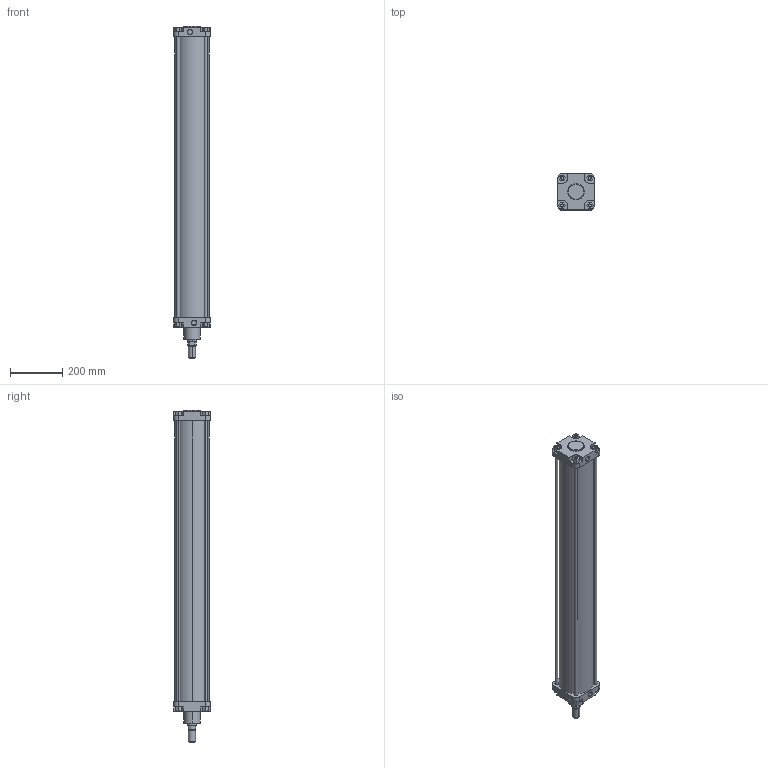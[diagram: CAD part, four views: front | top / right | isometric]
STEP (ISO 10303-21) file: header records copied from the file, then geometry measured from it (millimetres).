
FILE_DESCRIPTION (( 'STEP AP214' ), '1' );
FILE_NAME ('PNS 125-1000 CYLINDER.STEP', '2010-08-04T10:34:41', ( '' ), ( '' ), 'SwSTEP 2.0', 'SolidWorks 2010', '' );
FILE_SCHEMA (( 'AUTOMOTIVE_DESIGN' ));
Length unit declared in the file: millimetre
Products named in the file (6): PNS  125 ARKA  KAPAK ; PNS  125 BORU ; PNS  125  烰 KAPAK ; PNS  125 M尳 ; M12 SAPLAMA; PNS  125-1000   CYLINDER
Assembly tree (8 placements, depth 2):
  PNS  125-1000   CYLINDER
    PNS  125 M尳 
    M12 SAPLAMA  x4
    PNS  125  烰 KAPAK 
    PNS  125 BORU 
    PNS  125 ARKA  KAPAK 
Bounding box: 140 x 140 x 1274 mm (x, y, z)
Volume: 5117829.6 mm3; surface area: 1384132.3 mm2
Topology: 8 solids, 8 shells, 263 faces, 608 edges, 382 vertices
Faces by surface type: plane 121, cylinder 76, cone 58, torus 8
Entity records: 7430 total; most frequent: DIRECTION 1270, CARTESIAN_POINT 1174, ORIENTED_EDGE 1132, EDGE_CURVE 566, AXIS2_PLACEMENT_3D 454, VECTOR 362, LINE 362, VERTEX_POINT 358
